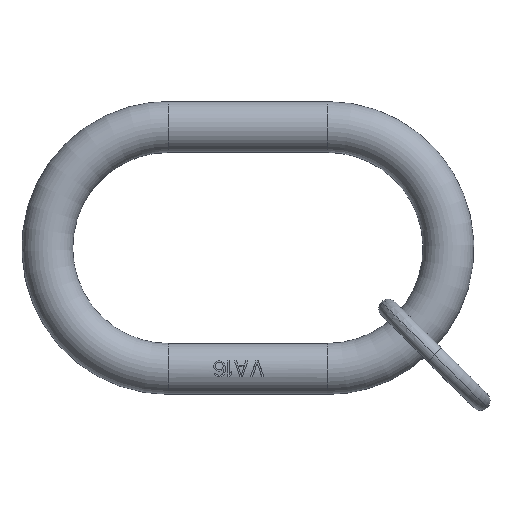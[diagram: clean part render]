
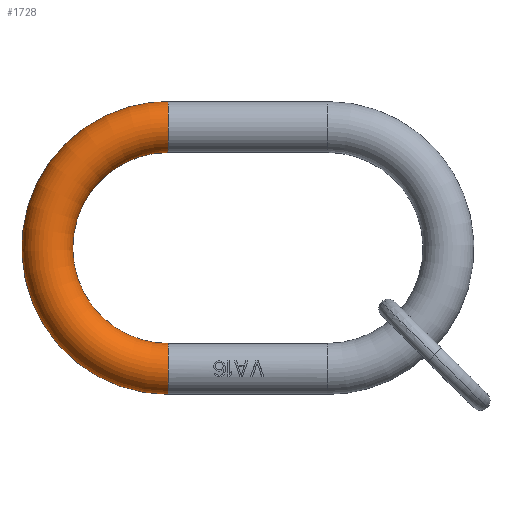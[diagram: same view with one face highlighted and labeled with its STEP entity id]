
A CAD part, top view. The second image highlights one B-rep face of the part: STEP entity #1728.
In plain terms, the highlighted toroidal (fillet/blend) face has major radius 38 mm and minor radius 8 mm.
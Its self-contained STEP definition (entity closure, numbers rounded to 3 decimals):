
#5=CARTESIAN_POINT('',(-50.,-38.,0.));
#6=DIRECTION('',(-1.,0.,0.));
#7=DIRECTION('',(0.,-1.,0.));
#8=AXIS2_PLACEMENT_3D('',#5,#6,#7);
#324=CARTESIAN_POINT('',(-50.,30.,0.));
#325=CARTESIAN_POINT('',(-51.653,30.,0.));
#326=CARTESIAN_POINT('',(-54.96,29.726,
0.));
#327=CARTESIAN_POINT('',(-59.785,28.504,
0.));
#328=CARTESIAN_POINT('',(-64.344,26.505,
0.));
#329=CARTESIAN_POINT('',(-68.511,23.782,
0.));
#330=CARTESIAN_POINT('',(-72.173,20.411,
0.));
#331=CARTESIAN_POINT('',(-75.23,16.483,
0.));
#332=CARTESIAN_POINT('',(-77.599,12.106,
0.));
#333=CARTESIAN_POINT('',(-79.215,7.398,
0.));
#334=CARTESIAN_POINT('',(-80.034,2.489,
0.));
#335=CARTESIAN_POINT('',(-80.034,-2.489,
0.));
#336=CARTESIAN_POINT('',(-79.215,-7.398,
0.));
#337=CARTESIAN_POINT('',(-77.599,-12.106,
0.));
#338=CARTESIAN_POINT('',(-75.23,-16.483,
0.));
#339=CARTESIAN_POINT('',(-72.173,-20.411,
0.));
#340=CARTESIAN_POINT('',(-68.511,-23.782,
0.));
#341=CARTESIAN_POINT('',(-64.344,-26.505,
0.));
#342=CARTESIAN_POINT('',(-59.785,-28.504,
0.));
#343=CARTESIAN_POINT('',(-54.96,-29.726,
0.));
#344=CARTESIAN_POINT('',(-51.653,-30.,0.));
#345=CARTESIAN_POINT('',(-50.,-30.,0.));
#347=CARTESIAN_POINT('',(-50.,-46.,0.));
#348=CARTESIAN_POINT('',(-52.294,-46.,0.));
#349=CARTESIAN_POINT('',(-56.882,-45.656,
0.));
#350=CARTESIAN_POINT('',(-63.609,-44.121,
0.));
#351=CARTESIAN_POINT('',(-70.033,-41.599,
0.));
#352=CARTESIAN_POINT('',(-76.01,-38.149,
0.));
#353=CARTESIAN_POINT('',(-81.405,-33.846,0.));
#354=CARTESIAN_POINT('',(-86.099,-28.788,0.));
#355=CARTESIAN_POINT('',(-89.986,-23.086,0.));
#356=CARTESIAN_POINT('',(-92.98,-16.868,0.));
#357=CARTESIAN_POINT('',(-95.014,-10.274,0.));
#358=CARTESIAN_POINT('',(-96.043,-3.45,0.));
#359=CARTESIAN_POINT('',(-96.043,3.45,0.));
#360=CARTESIAN_POINT('',(-95.014,10.274,0.));
#361=CARTESIAN_POINT('',(-92.98,16.868,0.));
#362=CARTESIAN_POINT('',(-89.986,23.086,0.));
#363=CARTESIAN_POINT('',(-86.099,28.788,0.));
#364=CARTESIAN_POINT('',(-81.405,33.846,0.));
#365=CARTESIAN_POINT('',(-76.01,38.149,
0.));
#366=CARTESIAN_POINT('',(-70.033,41.599,
0.));
#367=CARTESIAN_POINT('',(-63.609,44.121,
0.));
#368=CARTESIAN_POINT('',(-56.882,45.656,
0.));
#369=CARTESIAN_POINT('',(-52.294,46.,0.));
#370=CARTESIAN_POINT('',(-50.,46.,0.));
#381=CARTESIAN_POINT('',(-50.,38.,0.));
#382=DIRECTION('',(-1.,0.,0.));
#383=DIRECTION('',(0.,-1.,0.));
#384=AXIS2_PLACEMENT_3D('',#381,#382,#383);
#1264=CARTESIAN_POINT('',(-50.,30.,0.));
#1266=VERTEX_POINT('',#1264);
#1267=CARTESIAN_POINT('',(-50.,46.,0.));
#1269=VERTEX_POINT('',#1267);
#1335=VERTEX_POINT('',#345);
#1336=VERTEX_POINT('',#347);
#1714=CARTESIAN_POINT('',(-50.,0.,0.));
#1715=DIRECTION('',(0.,0.,1.));
#1716=DIRECTION('',(0.,-1.,0.));
#1717=AXIS2_PLACEMENT_3D('',#1714,#1715,#1716);
#1718=TOROIDAL_SURFACE('',#1717,38.,8.);
#1720=ORIENTED_EDGE('',*,*,#1719,.F.);
#1722=ORIENTED_EDGE('',*,*,#1721,.T.);
#1723=ORIENTED_EDGE('',*,*,#1572,.F.);
#1725=ORIENTED_EDGE('',*,*,#1724,.T.);
#1726=EDGE_LOOP('',(#1720,#1722,#1723,#1725));
#1727=FACE_OUTER_BOUND('',#1726,.F.);
#1728=ADVANCED_FACE('',(#1727),#1718,.T.);
#9=CIRCLE('',#8,8.);
#346=B_SPLINE_CURVE_WITH_KNOTS('',3,(#324,#325,#326,#327,#328,#329,#330,#331,
#332,#333,#334,#335,#336,#337,#338,#339,#340,#341,#342,#343,#344,#345),
.UNSPECIFIED.,.F.,.F.,(4,1,1,1,1,1,1,1,1,1,1,1,1,1,1,1,1,1,1,4),(0.,
0.053,0.105,0.158,0.211,
0.263,0.316,0.368,0.421,
0.474,0.526,0.579,0.632,
0.684,0.737,0.789,0.842,
0.895,0.947,1.),.UNSPECIFIED.);
#371=B_SPLINE_CURVE_WITH_KNOTS('',3,(#347,#348,#349,#350,#351,#352,#353,#354,
#355,#356,#357,#358,#359,#360,#361,#362,#363,#364,#365,#366,#367,#368,#369,
#370),.UNSPECIFIED.,.F.,.F.,(4,1,1,1,1,1,1,1,1,1,1,1,1,1,1,1,1,1,1,1,1,4),(0.,
0.048,0.095,0.143,0.19,
0.238,0.286,0.333,0.381,
0.429,0.476,0.524,0.571,
0.619,0.667,0.714,0.762,
0.81,0.857,0.905,0.952,1.),
.UNSPECIFIED.);
#385=CIRCLE('',#384,8.);
#1572=EDGE_CURVE('',#1336,#1335,#9,.T.);
#1719=EDGE_CURVE('',#1266,#1269,#385,.T.);
#1721=EDGE_CURVE('',#1266,#1335,#346,.T.);
#1724=EDGE_CURVE('',#1336,#1269,#371,.T.);
